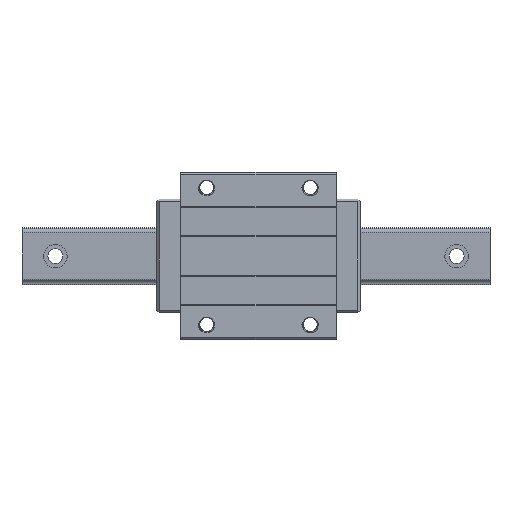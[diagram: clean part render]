
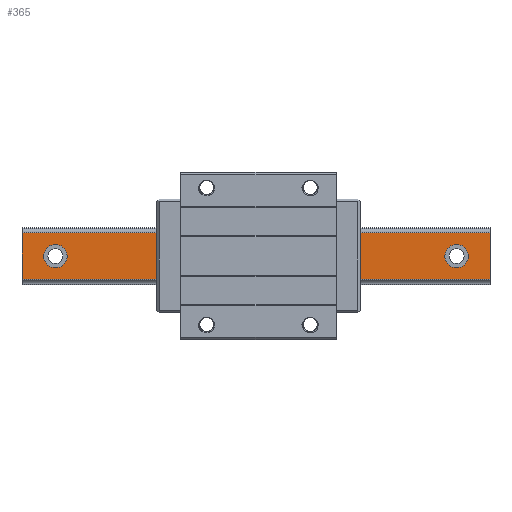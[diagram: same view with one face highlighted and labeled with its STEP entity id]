
A CAD part, top view. The second image highlights one B-rep face of the part: STEP entity #365.
In plain terms, the highlighted planar face has unit normal (0, 0, 1).
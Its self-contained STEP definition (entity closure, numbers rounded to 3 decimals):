
#365=ADVANCED_FACE('',(#1267,#1268,#1269,#1270,#1271),#540,.F.);
#540=PLANE('',#3699);
#806=LINE('',#4984,#1043);
#807=LINE('',#4996,#1044);
#808=LINE('',#4998,#1045);
#809=LINE('',#5000,#1046);
#1043=VECTOR('',#4065,1.);
#1044=VECTOR('',#4078,1.);
#1045=VECTOR('',#4079,1.);
#1046=VECTOR('',#4080,1.);
#1267=FACE_BOUND('',#1352,.T.);
#1268=FACE_BOUND('',#1353,.T.);
#1269=FACE_BOUND('',#1354,.T.);
#1270=FACE_BOUND('',#1355,.T.);
#1271=FACE_BOUND('',#1356,.T.);
#1352=EDGE_LOOP('',(#1624));
#1353=EDGE_LOOP('',(#1625));
#1354=EDGE_LOOP('',(#1626));
#1355=EDGE_LOOP('',(#1627));
#1356=EDGE_LOOP('',(#1628,#1629,#1630,#1631));
#1624=ORIENTED_EDGE('',*,*,#3049,.T.);
#1625=ORIENTED_EDGE('',*,*,#3050,.T.);
#1626=ORIENTED_EDGE('',*,*,#3051,.T.);
#1627=ORIENTED_EDGE('',*,*,#3052,.T.);
#1628=ORIENTED_EDGE('',*,*,#3053,.T.);
#1629=ORIENTED_EDGE('',*,*,#3054,.F.);
#1630=ORIENTED_EDGE('',*,*,#3055,.F.);
#1631=ORIENTED_EDGE('',*,*,#3047,.T.);
#2656=VERTEX_POINT('',#4983);
#2657=VERTEX_POINT('',#4985);
#2658=VERTEX_POINT('',#4989);
#2659=VERTEX_POINT('',#4991);
#2660=VERTEX_POINT('',#4993);
#2661=VERTEX_POINT('',#4995);
#2662=VERTEX_POINT('',#4997);
#2663=VERTEX_POINT('',#4999);
#3047=EDGE_CURVE('',#2657,#2656,#806,.T.);
#3049=EDGE_CURVE('',#2658,#2658,#3550,.T.);
#3050=EDGE_CURVE('',#2659,#2659,#3551,.T.);
#3051=EDGE_CURVE('',#2660,#2660,#3552,.T.);
#3052=EDGE_CURVE('',#2661,#2661,#3553,.T.);
#3053=EDGE_CURVE('',#2656,#2662,#807,.T.);
#3054=EDGE_CURVE('',#2663,#2662,#808,.T.);
#3055=EDGE_CURVE('',#2657,#2663,#809,.T.);
#3550=CIRCLE('',#3695,7.);
#3551=CIRCLE('',#3696,7.);
#3552=CIRCLE('',#3697,7.);
#3553=CIRCLE('',#3698,7.);
#3695=AXIS2_PLACEMENT_3D('',#4988,#4070,#4071);
#3696=AXIS2_PLACEMENT_3D('',#4990,#4072,#4073);
#3697=AXIS2_PLACEMENT_3D('',#4992,#4074,#4075);
#3698=AXIS2_PLACEMENT_3D('',#4994,#4076,#4077);
#3699=AXIS2_PLACEMENT_3D('',#5001,#4081,#4082);
#4065=DIRECTION('',(-1.,0.,0.));
#4070=DIRECTION('',(0.,0.,-1.));
#4071=DIRECTION('',(-1.,0.,0.));
#4072=DIRECTION('',(0.,0.,-1.));
#4073=DIRECTION('',(-1.,0.,0.));
#4074=DIRECTION('',(0.,0.,-1.));
#4075=DIRECTION('',(-1.,0.,0.));
#4076=DIRECTION('',(0.,0.,-1.));
#4077=DIRECTION('',(-1.,0.,0.));
#4078=DIRECTION('',(0.,-1.,0.));
#4079=DIRECTION('',(-1.,0.,0.));
#4080=DIRECTION('',(0.,-1.,0.));
#4081=DIRECTION('',(0.,0.,-1.));
#4082=DIRECTION('',(-1.,0.,0.));
#4983=CARTESIAN_POINT('',(119.689,-689.519,26.));
#4984=CARTESIAN_POINT('',(334.689,-689.519,26.));
#4985=CARTESIAN_POINT('',(399.689,-689.519,26.));
#4988=CARTESIAN_POINT('',(379.689,-703.537,26.));
#4989=CARTESIAN_POINT('',(372.689,-703.537,26.));
#4990=CARTESIAN_POINT('',(299.689,-703.537,26.));
#4991=CARTESIAN_POINT('',(292.689,-703.537,26.));
#4992=CARTESIAN_POINT('',(219.689,-703.537,26.));
#4993=CARTESIAN_POINT('',(212.689,-703.537,26.));
#4994=CARTESIAN_POINT('',(139.689,-703.537,26.));
#4995=CARTESIAN_POINT('',(132.689,-703.537,26.));
#4996=CARTESIAN_POINT('',(119.689,-689.519,26.));
#4997=CARTESIAN_POINT('',(119.689,-717.555,26.));
#4998=CARTESIAN_POINT('',(334.689,-717.555,26.));
#4999=CARTESIAN_POINT('',(399.689,-717.555,26.));
#5000=CARTESIAN_POINT('',(399.689,-689.519,26.));
#5001=CARTESIAN_POINT('',(334.689,-689.519,26.));
